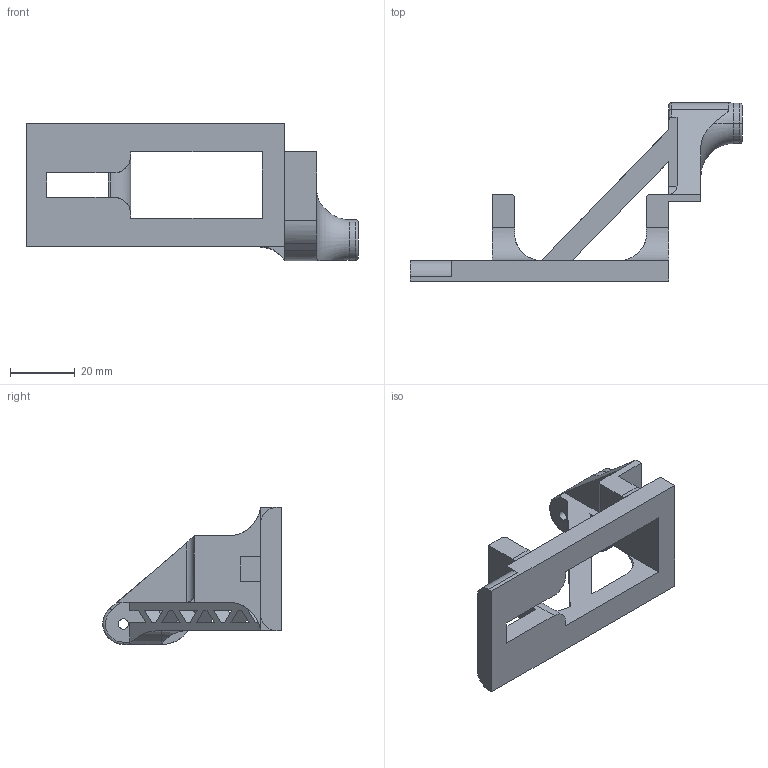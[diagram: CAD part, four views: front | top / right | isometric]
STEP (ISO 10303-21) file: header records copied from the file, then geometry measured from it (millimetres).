
FILE_DESCRIPTION (( 'STEP AP203' ), '1' );
FILE_NAME ('servo_mount2.STEP', '2017-11-14T22:31:49', ( '' ), ( '' ), 'SwSTEP 2.0', 'SolidWorks 2016', '' );
FILE_SCHEMA (( 'CONFIG_CONTROL_DESIGN' ));
Length unit declared in the file: inch
Products named in the file (1): servo_mount2
Bounding box: 102.51 x 55.11 x 42.37 mm (x, y, z)
Volume: 27499.7 mm3; surface area: 14533.7 mm2
Topology: 1 solids, 1 shells, 124 faces, 358 edges, 232 vertices
Faces by surface type: plane 72, cylinder 46, torus 5, bspline 1
Entity records: 4396 total; most frequent: CARTESIAN_POINT 982, ORIENTED_EDGE 716, DIRECTION 677, EDGE_CURVE 358, LINE 251, VECTOR 251, VERTEX_POINT 232, AXIS2_PLACEMENT_3D 213
